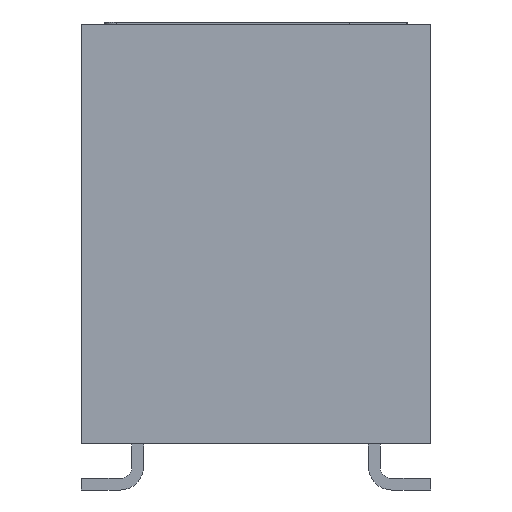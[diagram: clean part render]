
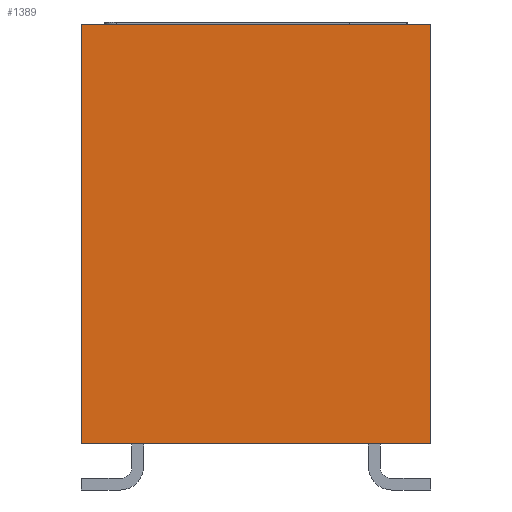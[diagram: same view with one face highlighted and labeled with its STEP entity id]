
A CAD part, front view. The second image highlights one B-rep face of the part: STEP entity #1389.
In plain terms, the highlighted planar face has unit normal (0, -1, 0).
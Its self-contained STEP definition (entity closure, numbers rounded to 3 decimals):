
#62 = VERTEX_POINT('',#63);
#63 = CARTESIAN_POINT('',(3.75,-8.75,1.));
#71 = VERTEX_POINT('',#72);
#72 = CARTESIAN_POINT('',(-3.75,-8.75,1.));
#78 = EDGE_CURVE('',#62,#71,#79,.T.);
#79 = LINE('',#80,#81);
#80 = CARTESIAN_POINT('',(3.75,-8.75,1.));
#81 = VECTOR('',#82,1.);
#82 = DIRECTION('',(-1.,0.,0.));
#129 = VERTEX_POINT('',#130);
#130 = CARTESIAN_POINT('',(3.75,-8.75,10.));
#136 = EDGE_CURVE('',#62,#129,#137,.T.);
#137 = LINE('',#138,#139);
#138 = CARTESIAN_POINT('',(3.75,-8.75,0.));
#139 = VECTOR('',#140,1.);
#140 = DIRECTION('',(0.,0.,1.));
#152 = EDGE_CURVE('',#129,#153,#155,.T.);
#153 = VERTEX_POINT('',#154);
#154 = CARTESIAN_POINT('',(-3.75,-8.75,10.));
#155 = LINE('',#156,#157);
#156 = CARTESIAN_POINT('',(3.75,-8.75,10.));
#157 = VECTOR('',#158,1.);
#158 = DIRECTION('',(-1.,0.,0.));
#1377 = EDGE_CURVE('',#71,#153,#1378,.T.);
#1378 = LINE('',#1379,#1380);
#1379 = CARTESIAN_POINT('',(-3.75,-8.75,0.));
#1380 = VECTOR('',#1381,1.);
#1381 = DIRECTION('',(0.,0.,1.));
#1389 = ADVANCED_FACE('',(#1390),#1396,.T.);
#1390 = FACE_BOUND('',#1391,.T.);
#1391 = EDGE_LOOP('',(#1392,#1393,#1394,#1395));
#1392 = ORIENTED_EDGE('',*,*,#78,.F.);
#1393 = ORIENTED_EDGE('',*,*,#136,.T.);
#1394 = ORIENTED_EDGE('',*,*,#152,.T.);
#1395 = ORIENTED_EDGE('',*,*,#1377,.F.);
#1396 = PLANE('',#1397);
#1397 = AXIS2_PLACEMENT_3D('',#1398,#1399,#1400);
#1398 = CARTESIAN_POINT('',(3.75,-8.75,0.));
#1399 = DIRECTION('',(0.,-1.,0.));
#1400 = DIRECTION('',(-1.,0.,0.));
